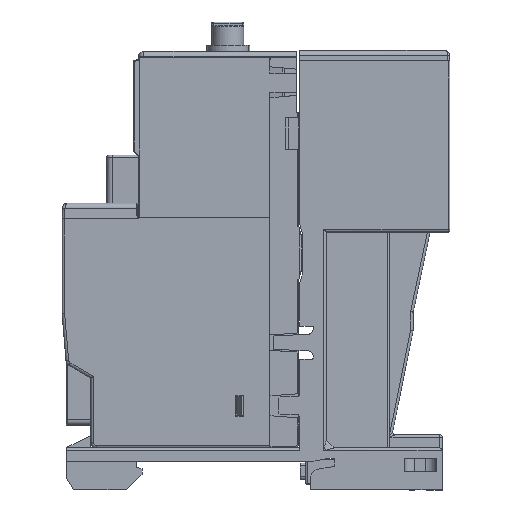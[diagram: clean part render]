
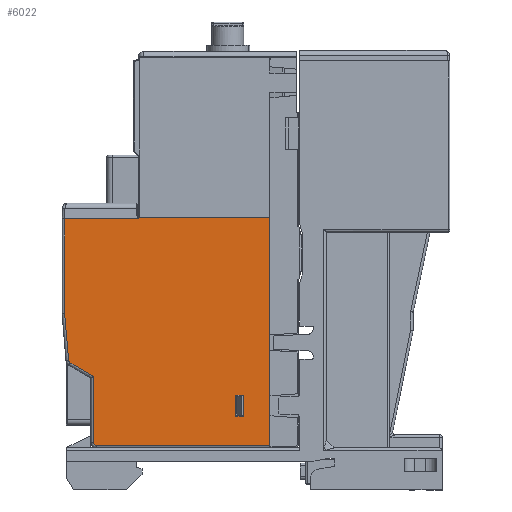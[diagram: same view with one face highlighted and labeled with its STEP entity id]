
A CAD part, front view. The second image highlights one B-rep face of the part: STEP entity #6022.
In plain terms, the highlighted planar face has unit normal (0, -1, 0).
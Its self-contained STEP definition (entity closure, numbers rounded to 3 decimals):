
#628=FACE_BOUND('',#11862,.T.);
#629=FACE_BOUND('',#11863,.T.);
#6022=ADVANCED_FACE('',(#628,#629),#7451,.F.);
#7451=PLANE('',#58868);
#11862=EDGE_LOOP('',(#25942,#25943,#25944,#25945,#25946,#25947,#25948,#25949,
#25950,#25951,#25952,#25953,#25954));
#11863=EDGE_LOOP('',(#25955,#25956,#25957,#25958));
#13397=CIRCLE('',#58791,0.5);
#13424=CIRCLE('',#58858,0.5);
#25942=ORIENTED_EDGE('',*,*,#41571,.F.);
#25943=ORIENTED_EDGE('',*,*,#41877,.T.);
#25944=ORIENTED_EDGE('',*,*,#41878,.F.);
#25945=ORIENTED_EDGE('',*,*,#41879,.T.);
#25946=ORIENTED_EDGE('',*,*,#41880,.T.);
#25947=ORIENTED_EDGE('',*,*,#41881,.T.);
#25948=ORIENTED_EDGE('',*,*,#41882,.T.);
#25949=ORIENTED_EDGE('',*,*,#41843,.F.);
#25950=ORIENTED_EDGE('',*,*,#41847,.F.);
#25951=ORIENTED_EDGE('',*,*,#41848,.F.);
#25952=ORIENTED_EDGE('',*,*,#41844,.F.);
#25953=ORIENTED_EDGE('',*,*,#41564,.F.);
#25954=ORIENTED_EDGE('',*,*,#41569,.F.);
#25955=ORIENTED_EDGE('',*,*,#41883,.T.);
#25956=ORIENTED_EDGE('',*,*,#41884,.T.);
#25957=ORIENTED_EDGE('',*,*,#41885,.T.);
#25958=ORIENTED_EDGE('',*,*,#41886,.T.);
#32913=VERTEX_POINT('',#98842);
#32914=VERTEX_POINT('',#98844);
#32916=VERTEX_POINT('',#98852);
#32918=VERTEX_POINT('',#98865);
#33151=VERTEX_POINT('',#99433);
#33152=VERTEX_POINT('',#99435);
#33153=VERTEX_POINT('',#99439);
#33154=VERTEX_POINT('',#99443);
#33177=VERTEX_POINT('',#99533);
#33178=VERTEX_POINT('',#99535);
#33179=VERTEX_POINT('',#99537);
#33180=VERTEX_POINT('',#99539);
#33181=VERTEX_POINT('',#99541);
#33182=VERTEX_POINT('',#99544);
#33183=VERTEX_POINT('',#99545);
#33184=VERTEX_POINT('',#99547);
#33185=VERTEX_POINT('',#99549);
#41564=EDGE_CURVE('',#32913,#32914,#48054,.T.);
#41569=EDGE_CURVE('',#32916,#32913,#13397,.T.);
#41571=EDGE_CURVE('',#32918,#32916,#48056,.T.);
#41843=EDGE_CURVE('',#33152,#33151,#48300,.T.);
#41844=EDGE_CURVE('',#32914,#33153,#48301,.T.);
#41847=EDGE_CURVE('',#33154,#33152,#48302,.T.);
#41848=EDGE_CURVE('',#33153,#33154,#13424,.T.);
#41877=EDGE_CURVE('',#32918,#33177,#48329,.T.);
#41878=EDGE_CURVE('',#33178,#33177,#48330,.T.);
#41879=EDGE_CURVE('',#33178,#33179,#48331,.T.);
#41880=EDGE_CURVE('',#33179,#33180,#48332,.T.);
#41881=EDGE_CURVE('',#33180,#33181,#48333,.T.);
#41882=EDGE_CURVE('',#33181,#33151,#48334,.T.);
#41883=EDGE_CURVE('',#33182,#33183,#48335,.T.);
#41884=EDGE_CURVE('',#33183,#33184,#48336,.T.);
#41885=EDGE_CURVE('',#33184,#33185,#48337,.T.);
#41886=EDGE_CURVE('',#33185,#33182,#48338,.T.);
#48054=LINE('',#98843,#54252);
#48056=LINE('',#98866,#54254);
#48300=LINE('',#99436,#54498);
#48301=LINE('',#99438,#54499);
#48302=LINE('',#99444,#54500);
#48329=LINE('',#99532,#54527);
#48330=LINE('',#99534,#54528);
#48331=LINE('',#99536,#54529);
#48332=LINE('',#99538,#54530);
#48333=LINE('',#99540,#54531);
#48334=LINE('',#99542,#54532);
#48335=LINE('',#99543,#54533);
#48336=LINE('',#99546,#54534);
#48337=LINE('',#99548,#54535);
#48338=LINE('',#99550,#54536);
#54252=VECTOR('',#72230,1.);
#54254=VECTOR('',#72246,1.);
#54498=VECTOR('',#72610,1.);
#54499=VECTOR('',#72613,1.);
#54500=VECTOR('',#72620,1.);
#54527=VECTOR('',#72669,1.);
#54528=VECTOR('',#72670,1.);
#54529=VECTOR('',#72671,1.);
#54530=VECTOR('',#72672,1.);
#54531=VECTOR('',#72673,1.);
#54532=VECTOR('',#72674,1.);
#54533=VECTOR('',#72675,1.);
#54534=VECTOR('',#72676,1.);
#54535=VECTOR('',#72677,1.);
#54536=VECTOR('',#72678,1.);
#58791=AXIS2_PLACEMENT_3D('',#98853,#72242,#72243);
#58858=AXIS2_PLACEMENT_3D('',#99446,#72623,#72624);
#58868=AXIS2_PLACEMENT_3D('',#99551,#72679,#72680);
#72230=DIRECTION('',(0.,0.,1.));
#72242=DIRECTION('',(0.,1.,0.));
#72243=DIRECTION('',(-0.707,0.,-0.707));
#72246=DIRECTION('',(-1.,0.,0.));
#72610=DIRECTION('',(0.,0.,1.));
#72613=DIRECTION('',(-0.866,0.,0.5));
#72620=DIRECTION('',(-0.084,0.,0.996));
#72623=DIRECTION('',(0.,1.,0.));
#72624=DIRECTION('',(-0.844,0.,-0.536));
#72669=DIRECTION('',(0.,0.,1.));
#72670=DIRECTION('',(0.,0.,-1.));
#72671=DIRECTION('',(0.,0.,1.));
#72672=DIRECTION('',(-1.,0.,0.));
#72673=DIRECTION('',(0.,0.,-1.));
#72674=DIRECTION('',(-1.,0.,0.));
#72675=DIRECTION('',(1.,0.,0.));
#72676=DIRECTION('',(0.,0.,-1.));
#72677=DIRECTION('',(-1.,0.,0.));
#72678=DIRECTION('',(0.,0.,1.));
#72679=DIRECTION('',(0.,1.,0.));
#72680=DIRECTION('',(1.,0.,0.));
#98842=CARTESIAN_POINT('',(-77.658,-92.271,-37.241));
#98843=CARTESIAN_POINT('',(-77.658,-92.271,-26.991));
#98844=CARTESIAN_POINT('',(-77.658,-92.271,-24.666));
#98852=CARTESIAN_POINT('',(-77.158,-92.271,-37.741));
#98853=CARTESIAN_POINT('',(-77.158,-92.271,-37.241));
#98865=CARTESIAN_POINT('',(-44.158,-92.271,-37.741));
#98866=CARTESIAN_POINT('',(-54.033,-92.271,-37.741));
#99433=CARTESIAN_POINT('',(-83.158,-92.271,5.259));
#99435=CARTESIAN_POINT('',(-83.158,-92.271,-12.72));
#99436=CARTESIAN_POINT('',(-83.158,-92.271,-26.991));
#99438=CARTESIAN_POINT('',(-74.559,-92.271,-26.455));
#99439=CARTESIAN_POINT('',(-82.156,-92.271,-22.069));
#99443=CARTESIAN_POINT('',(-82.404,-92.271,-21.678));
#99444=CARTESIAN_POINT('',(-82.965,-92.271,-15.014));
#99446=CARTESIAN_POINT('',(-81.906,-92.271,-21.636));
#99532=CARTESIAN_POINT('',(-44.158,-92.271,-38.241));
#99533=CARTESIAN_POINT('',(-44.158,-92.271,-32.241));
#99534=CARTESIAN_POINT('',(-44.158,-92.271,-38.241));
#99535=CARTESIAN_POINT('',(-44.158,-92.271,1.759));
#99536=CARTESIAN_POINT('',(-44.158,-92.271,-38.241));
#99537=CARTESIAN_POINT('',(-44.158,-92.271,5.459));
#99538=CARTESIAN_POINT('',(-60.283,-92.271,5.459));
#99539=CARTESIAN_POINT('',(-69.158,-92.271,5.459));
#99540=CARTESIAN_POINT('',(-69.158,-92.271,-4.491));
#99541=CARTESIAN_POINT('',(-69.158,-92.271,5.259));
#99542=CARTESIAN_POINT('',(-70.158,-92.271,5.259));
#99543=CARTESIAN_POINT('',(-56.533,-92.271,-28.241));
#99544=CARTESIAN_POINT('',(-50.658,-92.271,-28.241));
#99545=CARTESIAN_POINT('',(-49.158,-92.271,-28.241));
#99546=CARTESIAN_POINT('',(-49.158,-92.271,-23.991));
#99547=CARTESIAN_POINT('',(-49.158,-92.271,-32.241));
#99548=CARTESIAN_POINT('',(-57.283,-92.271,-32.241));
#99549=CARTESIAN_POINT('',(-50.658,-92.271,-32.241));
#99550=CARTESIAN_POINT('',(-50.658,-92.271,-21.991));
#99551=CARTESIAN_POINT('',(-63.908,-92.271,-15.741));
